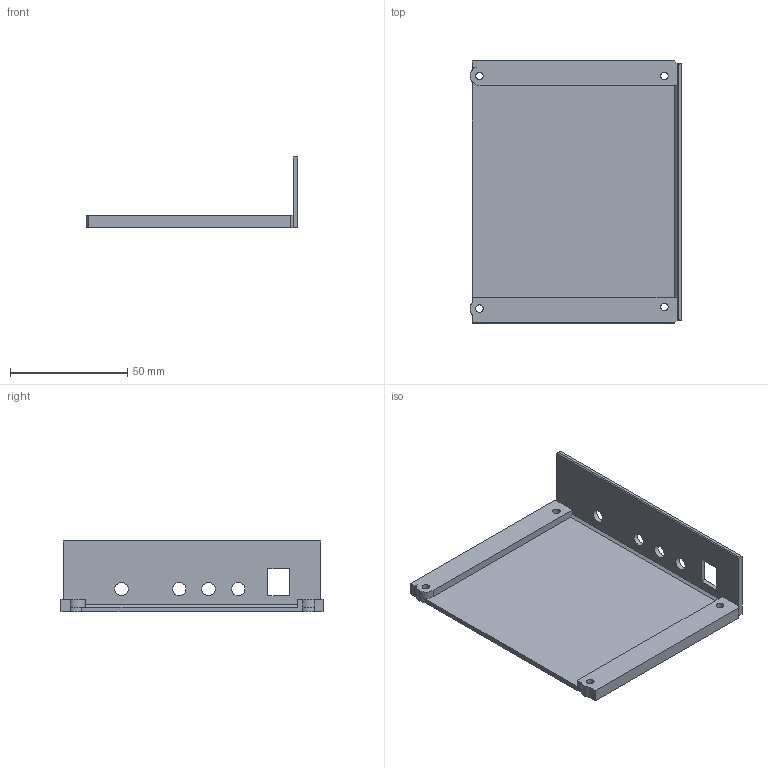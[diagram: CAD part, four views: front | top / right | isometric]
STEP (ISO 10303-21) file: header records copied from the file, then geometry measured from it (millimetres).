
FILE_DESCRIPTION(/* description */ ('FreeCAD Model'),/* implementation_level */ '2;1');
FILE_NAME(/* name */ 'OP-AMP_MIXER_CASE_BOTTOM.step',/* time_stamp */ '2024-08-25T23:48:09+09:00',/* author */ (''),/* organization */ (''),/* preprocessor_version */ 'ST-DEVELOPER v20',/* originating_system */ 'Autodesk Translation Framework v13.14.0.145',/* authorisation */ '');
FILE_SCHEMA (('AUTOMOTIVE_DESIGN { 1 0 10303 214 3 1 1 }'));
Length unit declared in the file: millimetre
Products named in the file (2): OP-AMP_MIXER; Case
Assembly tree (1 placements, depth 2):
  OP-AMP_MIXER
    Case
Bounding box: 90.25 x 111.6 x 30.63 mm (x, y, z)
Volume: 31566.8 mm3; surface area: 28272.4 mm2
Topology: 1 solids, 1 shells, 64 faces, 169 edges, 111 vertices
Faces by surface type: plane 47, cylinder 17
Full cylindrical faces by diameter (mm): 3.2 x4, 5.7 x4, 6 x4
Entity records: 2066 total; most frequent: DIRECTION 347, CARTESIAN_POINT 347, ORIENTED_EDGE 338, EDGE_CURVE 169, LINE 125, VECTOR 125, VERTEX_POINT 111, AXIS2_PLACEMENT_3D 111
